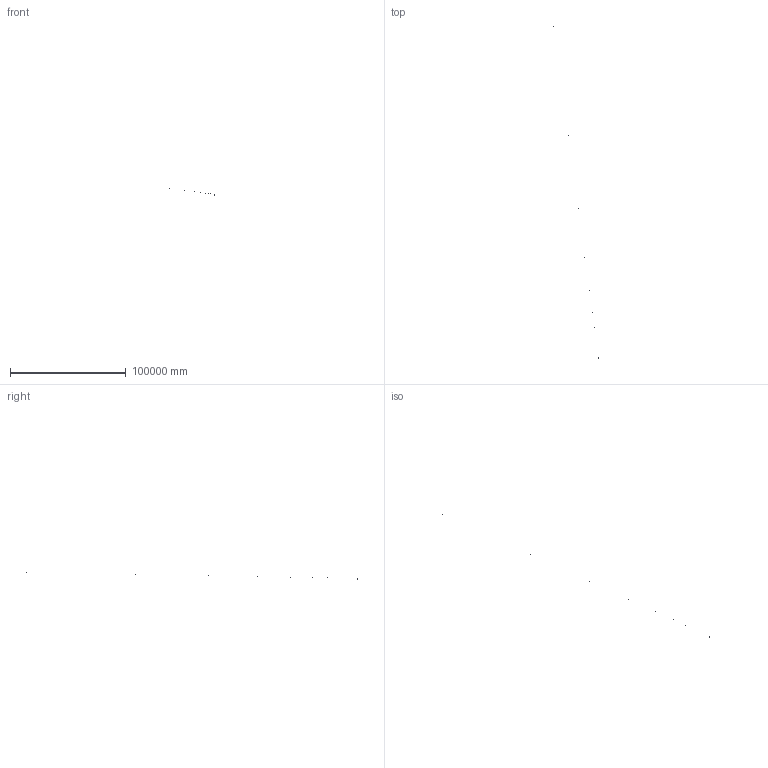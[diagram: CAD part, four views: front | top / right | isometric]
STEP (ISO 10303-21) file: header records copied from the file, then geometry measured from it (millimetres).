
FILE_DESCRIPTION (( 'STEP AP214' ), '1' );
FILE_NAME ('Farmobot v1.STEP', '2020-02-26T05:52:19', ( '' ), ( '' ), 'SwSTEP 2.0', 'SolidWorks 2019', '' );
FILE_SCHEMA (( 'AUTOMOTIVE_DESIGN' ));
Length unit declared in the file: millimetre
Products named in the file (137): L side bar; nut; l bracket plough; plough and seed motor; bolt; wheel; motor; crank pin; aluminium l bracket(plough); pipe; crank nut; plough l bracket(left); aluminium l bracket; seed dispenser; seed blocker; plough (right; crank; coupling; square tube (length); motor mount l; plough l bracket(right); plough motor mount; Farmobot v1; seed tank; square tube (width); square bar(plough connector); connecting rod; seed tank assembly
Assembly tree (110 placements, depth 3):
  nut
  l bracket plough
  plough and seed motor
  bolt
  nut
Bounding box: 39750.34 x 287239.42 x 5679.03 mm (x, y, z)
Volume: 2005508.4 mm3; surface area: 1425547 mm2
Topology: 109 solids, 109 shells, 1879 faces, 4509 edges, 2868 vertices
Faces by surface type: plane 969, cylinder 698, torus 132, cone 72, bspline 8
Entity records: 19696 total; most frequent: DIRECTION 2998, CARTESIAN_POINT 2955, ORIENTED_EDGE 2556, EDGE_CURVE 1278, AXIS2_PLACEMENT_3D 1107, VERTEX_POINT 824, LINE 784, VECTOR 784
